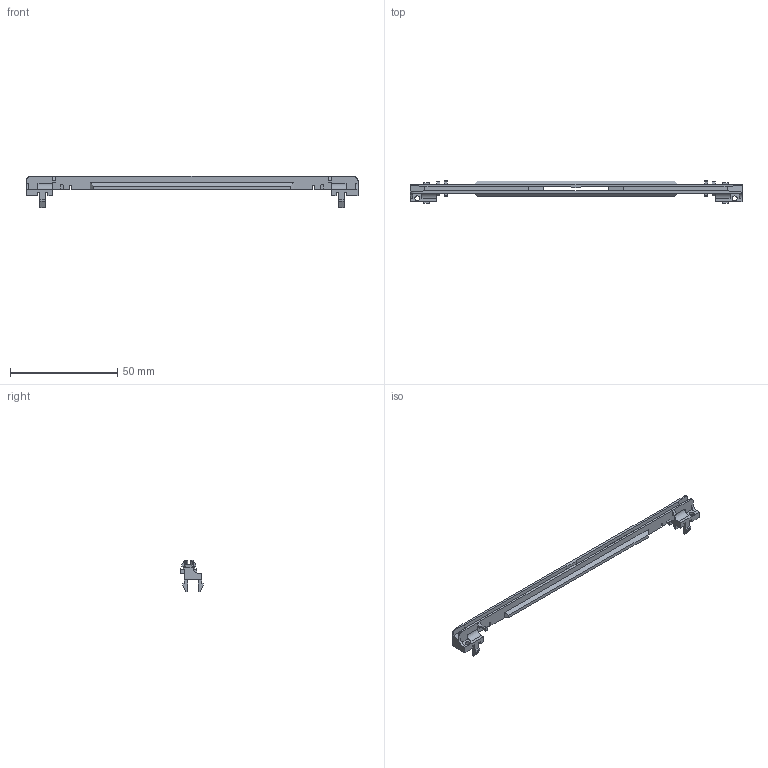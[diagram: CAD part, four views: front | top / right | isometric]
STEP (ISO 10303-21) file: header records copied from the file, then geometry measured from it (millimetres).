
FILE_DESCRIPTION((''),'2;1');
FILE_NAME('39302000_KF 1230.stp','2010-08-13T07:14:28',('hransiek'),(''),'Autodesk Inventor 2011','Autodesk Inventor 2011','');
FILE_SCHEMA(('AUTOMOTIVE_DESIGN { 1 0 10303 214 1 1 1 1 }'));
Length unit declared in the file: millimetre
Products named in the file (2): 1005605_3DSYM; 1005605_3DSYM PART1
Assembly tree (1 placements, depth 2):
  1005605_3DSYM
    1005605_3DSYM PART1
Bounding box: 155 x 10.58 x 14.5 mm (x, y, z)
Volume: 3783.6 mm3; surface area: 5682 mm2
Topology: 1 solids, 1 shells, 189 faces, 548 edges, 360 vertices
Faces by surface type: plane 174, cylinder 15
Full cylindrical faces by diameter (mm): 2.3 x2
Entity records: 6148 total; most frequent: CARTESIAN_POINT 1094, ORIENTED_EDGE 1088, DIRECTION 964, EDGE_CURVE 544, VECTOR 508, LINE 508, VERTEX_POINT 358, AXIS2_PLACEMENT_3D 228
